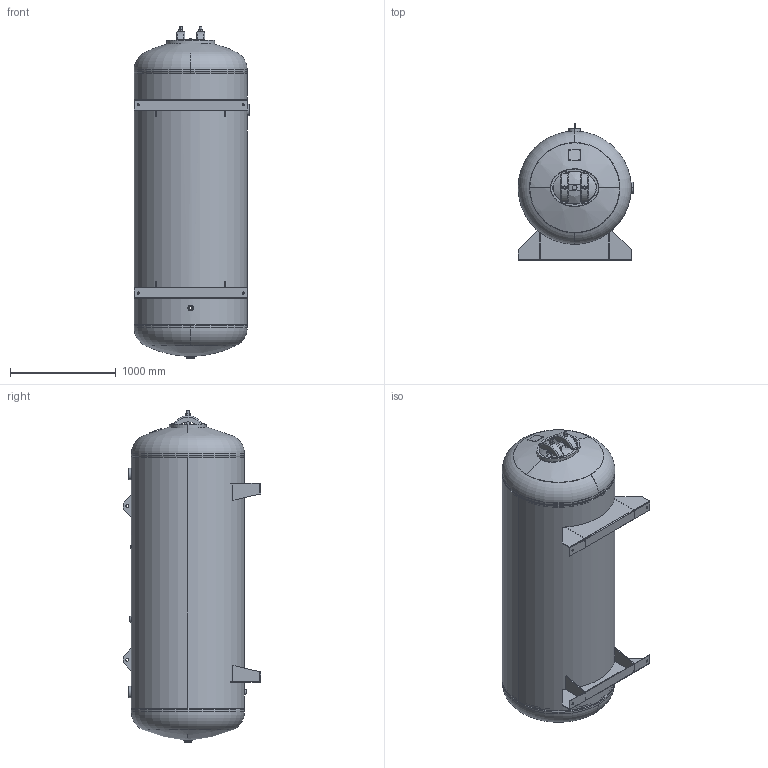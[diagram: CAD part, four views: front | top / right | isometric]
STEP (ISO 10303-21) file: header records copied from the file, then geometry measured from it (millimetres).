
FILE_DESCRIPTION (( 'STEP AP203' ), '1' );
FILE_NAME ('302491.STEP', '2012-03-06T13:44:37', ( '' ), ( '' ), 'SwSTEP 2.0', 'SolidWorks 2011', '' );
FILE_SCHEMA (( 'CONFIG_CONTROL_DESIGN' ));
Length unit declared in the file: inch
Products named in the file (1): 302491
Bounding box: 1092.2 x 1295.16 x 3133.63 mm (x, y, z)
Surface area: 22472521.7 mm2 (no closed solid volume)
Topology: 0 solids, 37 shells, 252 faces, 777 edges, 548 vertices
Faces by surface type: plane 111, cylinder 79, torus 42, bspline 12, sphere 8
Entity records: 13714 total; most frequent: CARTESIAN_POINT 6855, DIRECTION 1446, ORIENTED_EDGE 1224, EDGE_CURVE 777, AXIS2_PLACEMENT_3D 552, VERTEX_POINT 548, LINE 342, VECTOR 342
